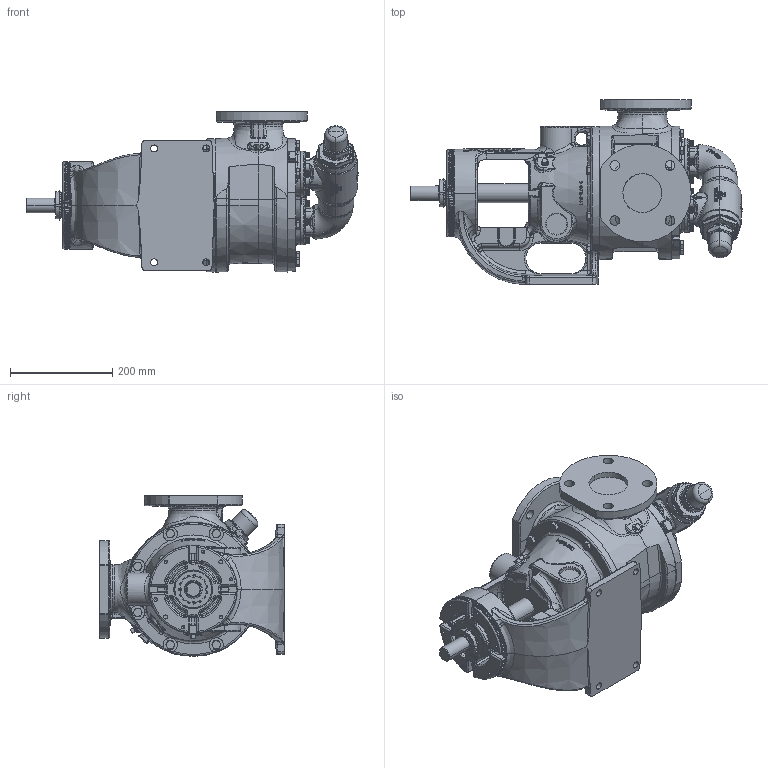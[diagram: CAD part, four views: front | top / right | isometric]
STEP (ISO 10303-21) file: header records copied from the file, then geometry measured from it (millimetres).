
FILE_DESCRIPTION (( 'STEP AP214' ), '1' );
FILE_NAME ('LL224A.STEP', '2016-10-10T20:52:18', ( '' ), ( '' ), 'SwSTEP 2.0', 'SolidWorks 2015', '' );
FILE_SCHEMA (( 'AUTOMOTIVE_DESIGN' ));
Length unit declared in the file: inch
Products named in the file (2): LL224A
Bounding box: 648.41 x 360.43 x 312.98 mm (x, y, z)
Volume: 17693119 mm3; surface area: 903618.9 mm2
Topology: 1 solids, 1 shells, 4187 faces, 10790 edges, 6649 vertices
Faces by surface type: plane 1336, bspline 1063, cone 752, cylinder 705, torus 243, sphere 88
Entity records: 263999 total; most frequent: CARTESIAN_POINT 138549, ORIENTED_EDGE 21366, DIRECTION 16442, EDGE_CURVE 10683, VERTEX_POINT 6647, AXIS2_PLACEMENT_3D 6615, EDGE_LOOP 4392, ADVANCED_FACE 4187
